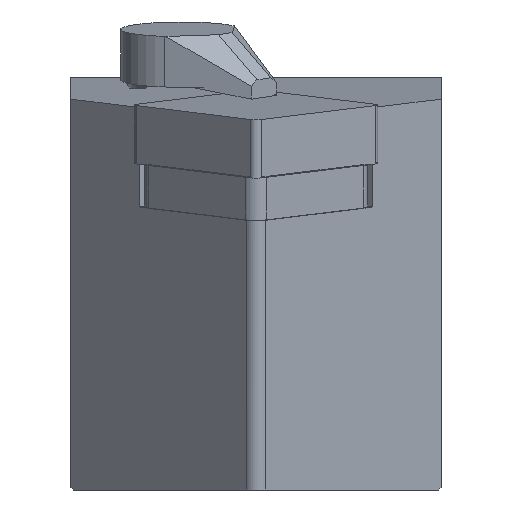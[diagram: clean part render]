
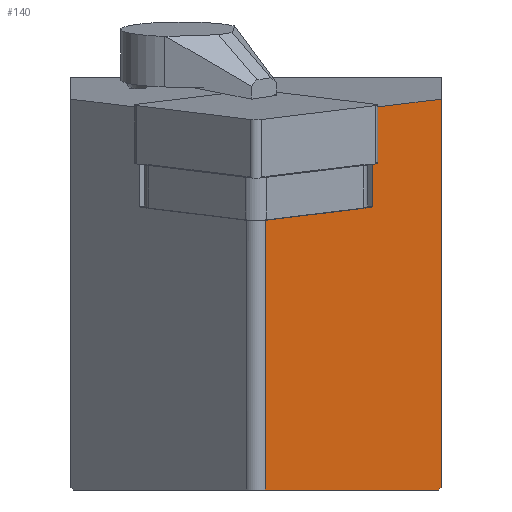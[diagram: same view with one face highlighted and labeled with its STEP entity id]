
A CAD part, left-side view. The second image highlights one B-rep face of the part: STEP entity #140.
In plain terms, the highlighted planar face has unit normal (-0.702, -0.707, -0.086).
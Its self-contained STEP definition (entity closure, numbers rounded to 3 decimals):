
#76=FACE_OUTER_BOUND('',#285,.T.);
#140=ADVANCED_FACE('',(#76),#204,.F.);
#204=PLANE('',#1177);
#285=EDGE_LOOP('',(#398,#399,#400,#401,#402,#403,#404,#405));
#398=ORIENTED_EDGE('',*,*,#769,.T.);
#399=ORIENTED_EDGE('',*,*,#781,.F.);
#400=ORIENTED_EDGE('',*,*,#804,.F.);
#401=ORIENTED_EDGE('',*,*,#805,.T.);
#402=ORIENTED_EDGE('',*,*,#806,.F.);
#403=ORIENTED_EDGE('',*,*,#807,.F.);
#404=ORIENTED_EDGE('',*,*,#787,.F.);
#405=ORIENTED_EDGE('',*,*,#759,.F.);
#659=VERTEX_POINT('',#1581);
#660=VERTEX_POINT('',#1583);
#669=VERTEX_POINT('',#1602);
#677=VERTEX_POINT('',#1625);
#683=VERTEX_POINT('',#1640);
#694=VERTEX_POINT('',#1672);
#695=VERTEX_POINT('',#1674);
#696=VERTEX_POINT('',#1676);
#759=EDGE_CURVE('',#659,#660,#918,.T.);
#769=EDGE_CURVE('',#659,#669,#926,.T.);
#781=EDGE_CURVE('',#677,#669,#936,.T.);
#787=EDGE_CURVE('',#660,#683,#942,.T.);
#804=EDGE_CURVE('',#694,#677,#957,.T.);
#805=EDGE_CURVE('',#694,#695,#958,.T.);
#806=EDGE_CURVE('',#696,#695,#959,.T.);
#807=EDGE_CURVE('',#683,#696,#960,.T.);
#918=LINE('',#1582,#1040);
#926=LINE('',#1603,#1048);
#936=LINE('',#1626,#1058);
#942=LINE('',#1639,#1064);
#957=LINE('',#1671,#1079);
#958=LINE('',#1673,#1080);
#959=LINE('',#1675,#1081);
#960=LINE('',#1677,#1082);
#1040=VECTOR('',#1262,1.);
#1048=VECTOR('',#1276,1.);
#1058=VECTOR('',#1296,1.);
#1064=VECTOR('',#1306,1.);
#1079=VECTOR('',#1333,1.);
#1080=VECTOR('',#1334,1.);
#1081=VECTOR('',#1335,1.);
#1082=VECTOR('',#1336,1.);
#1177=AXIS2_PLACEMENT_3D('',#1678,#1337,#1338);
#1262=DIRECTION('',(0.702,-0.707,0.086));
#1276=DIRECTION('',(0.122,0.,-0.993));
#1296=DIRECTION('',(0.702,-0.707,0.086));
#1306=DIRECTION('',(0.122,0.,-0.993));
#1333=DIRECTION('',(0.702,-0.707,0.086));
#1334=DIRECTION('',(0.122,0.,-0.993));
#1335=DIRECTION('',(-0.71,0.704,0.));
#1336=DIRECTION('',(-0.53,0.599,-0.599));
#1337=DIRECTION('',(0.702,0.707,0.086));
#1338=DIRECTION('',(-0.71,0.704,0.));
#1581=CARTESIAN_POINT('',(13.218,-32.587,1.292));
#1582=CARTESIAN_POINT('',(20.576,-40.,2.196));
#1583=CARTESIAN_POINT('',(20.576,-40.,2.196));
#1602=CARTESIAN_POINT('',(14.535,-32.587,-9.437));
#1603=CARTESIAN_POINT('',(12.707,-32.587,5.451));
#1625=CARTESIAN_POINT('',(13.956,-32.003,-9.508));
#1626=CARTESIAN_POINT('',(21.894,-40.,-8.534));
#1639=CARTESIAN_POINT('',(26.633,-40.,-47.134));
#1640=CARTESIAN_POINT('',(25.72,-40.,-39.7));
#1671=CARTESIAN_POINT('',(21.894,-40.,-8.534));
#1672=CARTESIAN_POINT('',(3.025,-20.99,-10.85));
#1673=CARTESIAN_POINT('',(7.765,-20.99,-49.451));
#1674=CARTESIAN_POINT('',(6.604,-20.99,-40.));
#1675=CARTESIAN_POINT('',(26.198,-40.438,-40.));
#1676=CARTESIAN_POINT('',(25.455,-39.7,-40.));
#1677=CARTESIAN_POINT('',(23.614,-37.619,-42.081));
#1678=CARTESIAN_POINT('',(26.633,-40.,-47.134));
